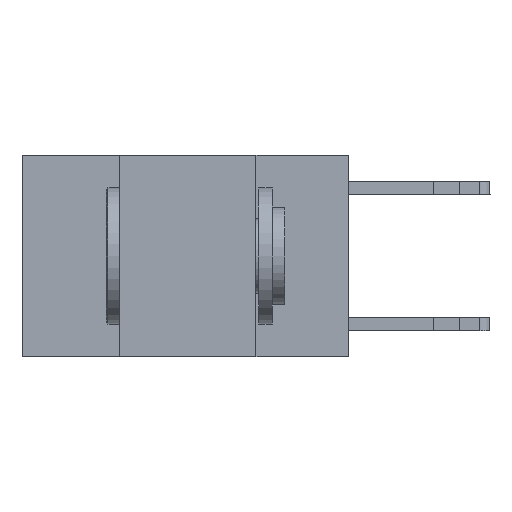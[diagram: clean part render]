
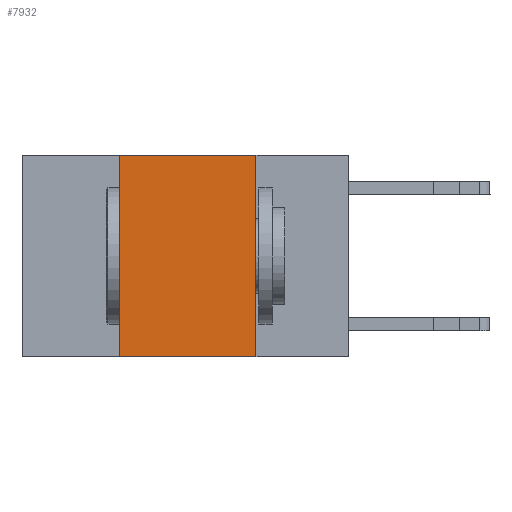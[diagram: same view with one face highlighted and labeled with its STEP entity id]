
A CAD part, left-side view. The second image highlights one B-rep face of the part: STEP entity #7932.
In plain terms, the highlighted planar face has unit normal (-1, 0, 0).
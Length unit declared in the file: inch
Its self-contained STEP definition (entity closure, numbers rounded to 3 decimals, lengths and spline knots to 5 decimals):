
#53 = ORIENTED_EDGE ( 'NONE', *, *, #852, .T. ) ;
#291 = VERTEX_POINT ( 'NONE', #7289 ) ;
#568 = VECTOR ( 'NONE', #10542, 39.37008 ) ;
#610 = CARTESIAN_POINT ( 'NONE',  ( 0., 0.42, -0.37 ) ) ;
#852 = EDGE_CURVE ( 'NONE', #15763, #3610, #4466, .T. ) ;
#1039 = CARTESIAN_POINT ( 'NONE',  ( 0., 0.17, 0. ) ) ;
#1119 = LINE ( 'NONE', #1039, #568 ) ;
#1291 = CARTESIAN_POINT ( 'NONE',  ( 0., 0.17, 0. ) ) ;
#1758 = CARTESIAN_POINT ( 'NONE',  ( 0., 0.42, 0. ) ) ;
#2134 = ORIENTED_EDGE ( 'NONE', *, *, #7056, .F. ) ;
#3070 = EDGE_LOOP ( 'NONE', ( #3900, #2134, #4844, #53 ) ) ;
#3157 = FACE_OUTER_BOUND ( 'NONE', #3070, .T. ) ;
#3285 = LINE ( 'NONE', #7961, #12470 ) ;
#3610 = VERTEX_POINT ( 'NONE', #13988 ) ;
#3818 = DIRECTION ( 'NONE',  ( 0., -1., 0. ) ) ;
#3900 = ORIENTED_EDGE ( 'NONE', *, *, #10180, .F. ) ;
#4466 = LINE ( 'NONE', #5554, #9057 ) ;
#4844 = ORIENTED_EDGE ( 'NONE', *, *, #11581, .F. ) ;
#5554 = CARTESIAN_POINT ( 'NONE',  ( 0., 0.6, -0.37 ) ) ;
#6143 = CARTESIAN_POINT ( 'NONE',  ( 0., 0.6, 0. ) ) ;
#7056 = EDGE_CURVE ( 'NONE', #291, #10081, #3285, .T. ) ;
#7289 = CARTESIAN_POINT ( 'NONE',  ( 0., 0.42, 0. ) ) ;
#7932 = ADVANCED_FACE ( 'NONE', ( #3157 ), #16858, .F. ) ;
#7961 = CARTESIAN_POINT ( 'NONE',  ( 0., 0.6, 0. ) ) ;
#8283 = AXIS2_PLACEMENT_3D ( 'NONE', #6143, #14102, #11406 ) ;
#8859 = VECTOR ( 'NONE', #14163, 39.37008 ) ;
#9057 = VECTOR ( 'NONE', #15300, 39.37008 ) ;
#10081 = VERTEX_POINT ( 'NONE', #1291 ) ;
#10180 = EDGE_CURVE ( 'NONE', #10081, #3610, #1119, .T. ) ;
#10542 = DIRECTION ( 'NONE',  ( 0., 0., -1. ) ) ;
#11406 = DIRECTION ( 'NONE',  ( 0., 0., -1. ) ) ;
#11581 = EDGE_CURVE ( 'NONE', #15763, #291, #11724, .T. ) ;
#11724 = LINE ( 'NONE', #1758, #8859 ) ;
#12470 = VECTOR ( 'NONE', #3818, 39.37008 ) ;
#13988 = CARTESIAN_POINT ( 'NONE',  ( 0., 0.17, -0.37 ) ) ;
#14102 = DIRECTION ( 'NONE',  ( 1., 0., 0. ) ) ;
#14163 = DIRECTION ( 'NONE',  ( 0., 0., 1. ) ) ;
#15300 = DIRECTION ( 'NONE',  ( 0., -1., 0. ) ) ;
#15763 = VERTEX_POINT ( 'NONE', #610 ) ;
#16858 = PLANE ( 'NONE',  #8283 ) ;
